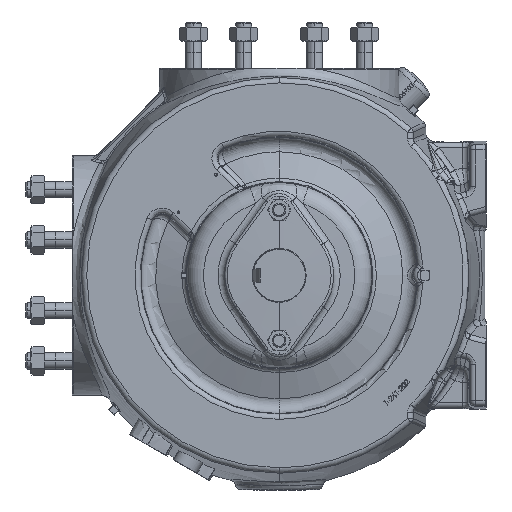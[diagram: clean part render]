
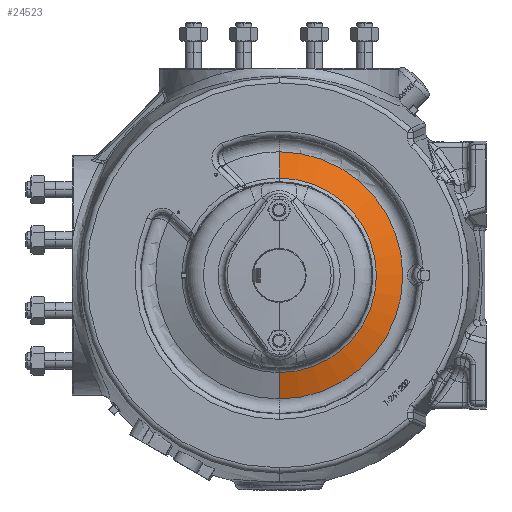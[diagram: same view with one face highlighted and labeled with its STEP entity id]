
A CAD part, left-side view. The second image highlights one B-rep face of the part: STEP entity #24523.
In plain terms, the highlighted conical face has half-angle 70 degrees and reference radius 109.505 mm.
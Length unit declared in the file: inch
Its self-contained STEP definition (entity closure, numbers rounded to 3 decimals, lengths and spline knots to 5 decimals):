
#12431 = CARTESIAN_POINT ( 'NONE',  ( -10.99007, 0., -4.31124 ) ) ;
#24523 = ADVANCED_FACE ( 'NONE', ( #49212 ), #39529, .T. ) ;
#27358 = DIRECTION ( 'NONE',  ( 0.342, 0., -0.94 ) ) ;
#27767 = CARTESIAN_POINT ( 'NONE',  ( -10.9356, 0., -4.4609 ) ) ;
#29890 = CARTESIAN_POINT ( 'NONE',  ( -10.9356, 0., 0. ) ) ;
#34165 = CARTESIAN_POINT ( 'NONE',  ( -10.99007, 0., 4.31124 ) ) ;
#34450 = CARTESIAN_POINT ( 'NONE',  ( -10.49523, 0., 0. ) ) ;
#39529 = CONICAL_SURFACE ( 'NONE', #123746, 4.31124, 1.222 ) ;
#40486 = ORIENTED_EDGE ( 'NONE', *, *, #61027, .T. ) ;
#45464 = CARTESIAN_POINT ( 'NONE',  ( -10.49523, 0., 5.67078 ) ) ;
#45536 = DIRECTION ( 'NONE',  ( 0., 0., -1. ) ) ;
#49212 = FACE_OUTER_BOUND ( 'NONE', #64121, .T. ) ;
#50026 = DIRECTION ( 'NONE',  ( 0., 0., -1. ) ) ;
#50076 = LINE ( 'NONE', #12431, #132370 ) ;
#50398 = DIRECTION ( 'NONE',  ( 0.342, 0., 0.94 ) ) ;
#58038 = VERTEX_POINT ( 'NONE', #86185 ) ;
#59307 = CARTESIAN_POINT ( 'NONE',  ( -10.99007, 0., 0. ) ) ;
#61027 = EDGE_CURVE ( 'NONE', #58038, #124716, #198838, .T. ) ;
#64121 = EDGE_LOOP ( 'NONE', ( #194207, #40486, #116184, #111023 ) ) ;
#64292 = VERTEX_POINT ( 'NONE', #120580 ) ;
#65268 = LINE ( 'NONE', #34165, #142745 ) ;
#86185 = CARTESIAN_POINT ( 'NONE',  ( -10.9356, 0., 4.4609 ) ) ;
#111023 = ORIENTED_EDGE ( 'NONE', *, *, #123597, .T. ) ;
#116184 = ORIENTED_EDGE ( 'NONE', *, *, #149893, .T. ) ;
#120580 = CARTESIAN_POINT ( 'NONE',  ( -10.49523, 0., -5.67078 ) ) ;
#121998 = AXIS2_PLACEMENT_3D ( 'NONE', #29890, #138215, #45536 ) ;
#123597 = EDGE_CURVE ( 'NONE', #64292, #150517, #172516, .T. ) ;
#123746 = AXIS2_PLACEMENT_3D ( 'NONE', #59307, #151979, #197449 ) ;
#124716 = VERTEX_POINT ( 'NONE', #27767 ) ;
#132370 = VECTOR ( 'NONE', #27358, 39.37008 ) ;
#138215 = DIRECTION ( 'NONE',  ( 1., 0., 0. ) ) ;
#141377 = EDGE_CURVE ( 'NONE', #58038, #150517, #65268, .T. ) ;
#142701 = DIRECTION ( 'NONE',  ( -1., 0., 0. ) ) ;
#142745 = VECTOR ( 'NONE', #50398, 39.37008 ) ;
#149893 = EDGE_CURVE ( 'NONE', #124716, #64292, #50076, .T. ) ;
#150517 = VERTEX_POINT ( 'NONE', #45464 ) ;
#151761 = AXIS2_PLACEMENT_3D ( 'NONE', #34450, #142701, #50026 ) ;
#151979 = DIRECTION ( 'NONE',  ( 1., 0., 0. ) ) ;
#172516 = CIRCLE ( 'NONE', #151761, 5.67078 ) ;
#194207 = ORIENTED_EDGE ( 'NONE', *, *, #141377, .F. ) ;
#197449 = DIRECTION ( 'NONE',  ( 0., 0., -1. ) ) ;
#198838 = CIRCLE ( 'NONE', #121998, 4.4609 ) ;
